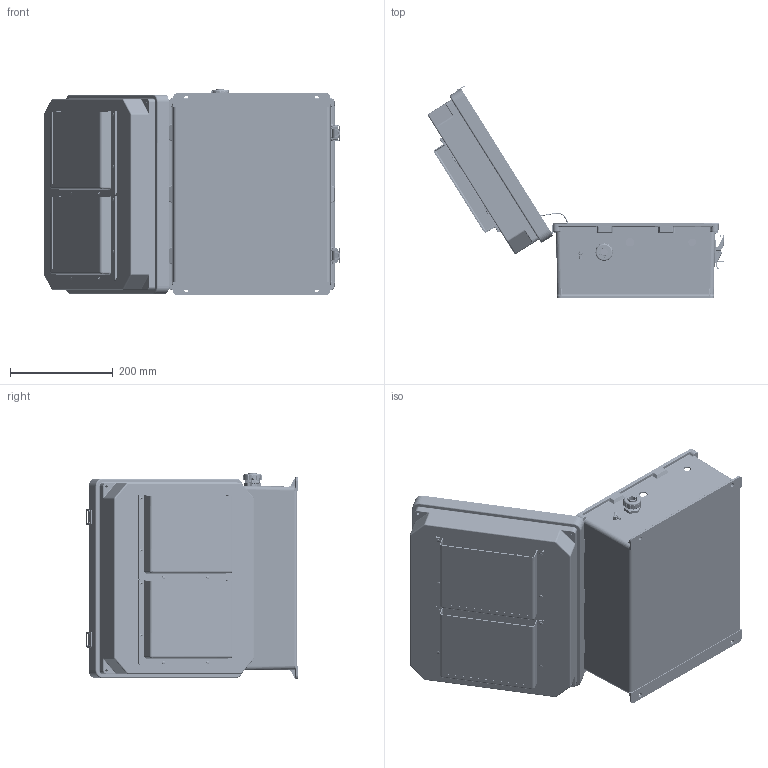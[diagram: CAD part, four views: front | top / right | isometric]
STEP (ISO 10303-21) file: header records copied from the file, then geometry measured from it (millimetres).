
FILE_DESCRIPTION (( 'STEP AP214' ), '1' );
FILE_NAME ('TEF141207-40FS.STEP', '2018-11-20T18:09:01', ( '' ), ( '' ), 'SwSTEP 2.0', 'SolidWorks 2017', '' );
FILE_SCHEMA (( 'AUTOMOTIVE_DESIGN' ));
Length unit declared in the file: inch
Products named in the file (29): X-ASSY-HYP311; XFS-0017; 10-32 NEMA PLATE SCREW; XCT-0011; XCT-0010; 1BE02-011; XFW-0002; XFN-0003; HYP289; XCT-0005; XFN-0021; XFS-0026; XF903-01; XC-0003; XFR-0005; NB141207-DoorClasp-2; XFS-0024_90184A168; NB141207-DoorClasp-1; FanWire-14-40F; NB141207-Lid-Vented; XMH-0002; NB141207-Hinge; Fan Screen-120x120 ALUM; NB141207-Box; XFN-0002; XM220-01-UL; TEF141207-40FS; NEMA 14-400 GroundWire; XFW-0004
Assembly tree (74 placements, depth 2):
  TEF141207-40FS
    NB141207-Box
    NB141207-Hinge  x2
    NB141207-Lid-Vented
    NB141207-DoorClasp-1  x2
    NB141207-DoorClasp-2  x2
    XC-0003
    XFS-0026
    XCT-0005
    XFN-0003  x2
    XFW-0002
    1BE02-011
    XCT-0010
    XCT-0011
    10-32 NEMA PLATE SCREW  x4
    XFS-0017  x10
    X-ASSY-HYP311
    XFW-0004  x2
    NEMA 14-400 GroundWire
    XM220-01-UL  x2
    XFN-0002  x8
    Fan Screen-120x120 ALUM  x2
    XMH-0002
    FanWire-14-40F
    XFS-0024_90184A168  x4
    XFR-0005  x12
    XF903-01  x4
    XFN-0021  x4
    HYP289
Bounding box: 578.04 x 413.37 x 402.37 mm (x, y, z)
Volume: 2541609.3 mm3; surface area: 1680570.8 mm2
Topology: 81 solids, 82 shells, 5224 faces, 13914 edges, 8938 vertices
Faces by surface type: plane 1868, cylinder 1786, cone 734, bspline 557, torus 263, sphere 16
Full cylindrical faces by diameter (mm): 0.269 x546, 0.457 x8, 0.61 x5, 0.914 x9, 1.778 x18, 2.705 x42, 3.15 x4, 3.175 x28, 3.252 x4, 3.302 x4, 3.378 x20, 3.411 x4, 3.607 x1, 3.797 x12, 3.81 x4, 4.064 x4, 4.496 x24, 5.004 x1, 5.08 x3, 5.182 x1, 5.3 x2, 5.436 x8, 5.639 x1, 6.35 x4, 6.5 x4, 6.655 x22, 7.62 x3, 8 x4, 8.928 x4, 9.22 x1
Entity records: 137790 total; most frequent: CARTESIAN_POINT 48115, ORIENTED_EDGE 14988, DIRECTION 14426, EDGE_CURVE 7494, AXIS2_PLACEMENT_3D 5433, VERTEX_POINT 5208, EDGE_LOOP 4944, FACE_OUTER_BOUND 3722
